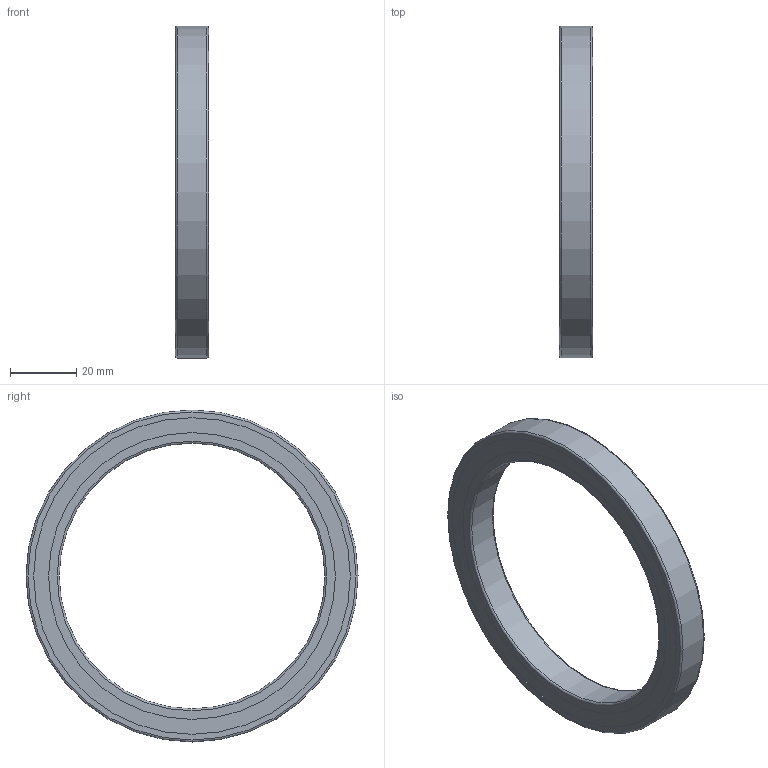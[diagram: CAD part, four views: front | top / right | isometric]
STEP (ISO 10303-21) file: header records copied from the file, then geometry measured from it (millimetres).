
FILE_DESCRIPTION(/* description */ ('STEP AP214'),/* implementation_level */ '2;1');
FILE_NAME(/* name */ '6816LLU',/* time_stamp */ '2025-10-12T20:52:34+02:00',/* author */ ('License CC BY-ND 4.0'),/* organization */ ('CADENAS'),/* preprocessor_version */ 'ST-DEVELOPER v19.3',/* originating_system */ 'PARTsolutions',/* authorisation */ ' ');
FILE_SCHEMA (('AUTOMOTIVE_DESIGN {1 0 10303 214 3 1 1}'));
Length unit declared in the file: millimetre
Products named in the file (5): 6816LLU; 6816LLU Inner Ring; 6816LLU Outer Ring; 6816LLUst; 6816LLU Ball
Assembly tree (31 placements, depth 2):
  6816LLU
    6816LLU Inner Ring
    6816LLU Outer Ring
    6816LLUst  x2
    6816LLU Ball  x27
Bounding box: 10 x 100 x 100 mm (x, y, z)
Volume: 19264 mm3; surface area: 23542.6 mm2
Topology: 31 solids, 31 shells, 55 faces, 128 edges, 83 vertices
Faces by surface type: sphere 27, cylinder 12, plane 10, torus 6
Full cylindrical faces by diameter (mm): 80 x1, 86.4 x4, 93.6 x2, 95.378 x4, 100 x1
Entity records: 854 total; most frequent: DIRECTION 162, CARTESIAN_POINT 106, AXIS2_PLACEMENT_3D 81, FACE_BOUND 49, ORIENTED_EDGE 48, EDGE_LOOP 48, PRODUCT_DEFINITION_SHAPE 36, CONTEXT_DEPENDENT_SHAPE_REPRESENTATION 31
